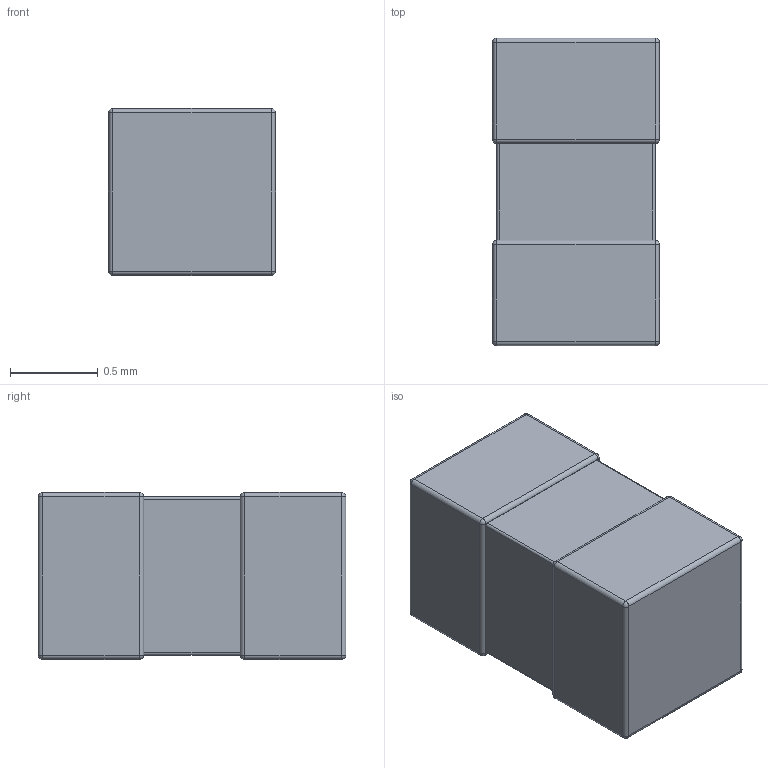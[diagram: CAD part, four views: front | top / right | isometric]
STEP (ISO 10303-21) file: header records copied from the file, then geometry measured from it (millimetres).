
FILE_DESCRIPTION(('FreeCAD Model'),'2;1');
FILE_NAME('Open CASCADE Shape Model','2025-11-14T16:17:20',(''),(''), 'Open CASCADE STEP processor 7.8','FreeCAD','Unknown');
FILE_SCHEMA(('AP242_MANAGED_MODEL_BASED_3D_ENGINEERING_MIM_LF. {1 0 10303 442 1 1 4 }'));
Length unit declared in the file: millimetre
Products named in the file (7): BLM18PGx; Body; Body001; Body002; DatumPlane; Pad001; Sketch001
Assembly tree (6 placements, depth 2):
  BLM18PGx
    Body
    Body001
    Body002
    DatumPlane
    Pad001
    Sketch001
Bounding box: 0.95 x 1.75 x 0.95 mm (x, y, z)
Surface area: 15.1 mm2
Topology: 4 solids, 4 shells, 72 faces, 168 edges, 96 vertices
Faces by surface type: cylinder 32, plane 24, sphere 16
Entity records: 3976 total; most frequent: CARTESIAN_POINT 711, DIRECTION 650, LINE 356, VECTOR 356, ORIENTED_EDGE 288, PCURVE 288, DEFINITIONAL_REPRESENTATION 288, AXIS2_PLACEMENT_3D 147
